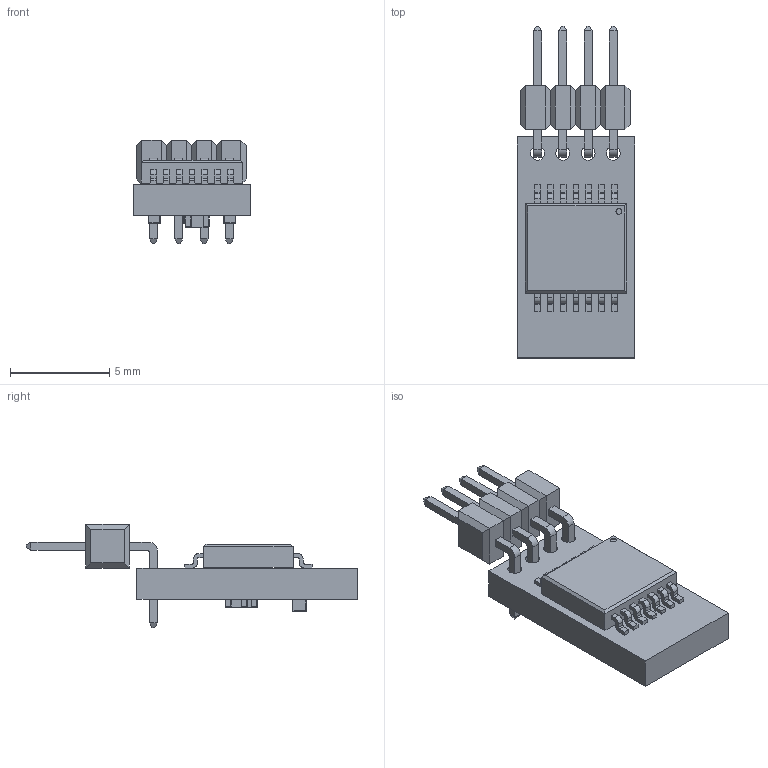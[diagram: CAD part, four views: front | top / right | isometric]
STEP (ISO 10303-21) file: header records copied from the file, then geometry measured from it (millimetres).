
FILE_DESCRIPTION(/* description */ (''),/* implementation_level */ '2;1');
FILE_NAME(/* name */ 'micromouse2019_enc v7.step',/* time_stamp */ '2019-02-25T17:58:44+01:00',/* author */ (''),/* organization */ (''),/* preprocessor_version */ 'ST-DEVELOPER v17.2',/* originating_system */ 'Autodesk Translation Framework v7.6.0.251',/* authorisation */ '');
FILE_SCHEMA (('AUTOMOTIVE_DESIGN { 1 0 10303 214 3 1 1 }'));
Length unit declared in the file: millimetre
Products named in the file (7): micromouse2019_enc; PCB Component; Board; 10k; 100n; AS5047D; CONN_SPI-P127
Assembly tree (8 placements, depth 3):
  micromouse2019_enc
    PCB Component
      Board
      10k  x3
      100n
      AS5047D
      CONN_SPI-P127
Bounding box: 5.9 x 16.69 x 5.2 mm (x, y, z)
Volume: 158 mm3; surface area: 409.7 mm2
Topology: 7 solids, 7 shells, 571 faces, 1307 edges, 781 vertices
Faces by surface type: plane 337, cylinder 170, sphere 64
Full cylindrical faces by diameter (mm): 0.3 x1, 0.35 x5, 0.7 x4
Entity records: 13746 total; most frequent: DIRECTION 2284, CARTESIAN_POINT 2234, ORIENTED_EDGE 2182, EDGE_CURVE 1091, LINE 846, VECTOR 846, AXIS2_PLACEMENT_3D 719, VERTEX_POINT 669
